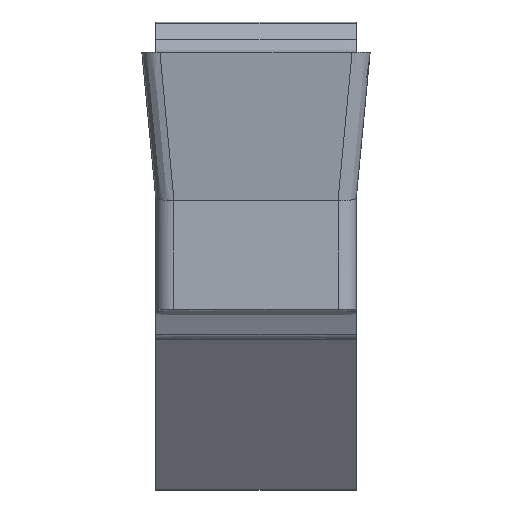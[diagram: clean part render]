
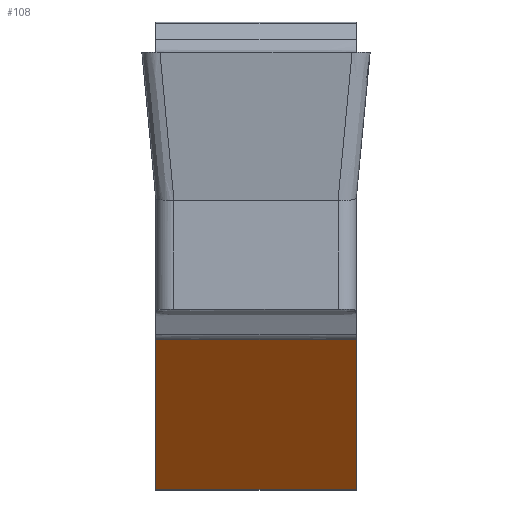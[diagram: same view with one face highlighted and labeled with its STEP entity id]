
A CAD part, front view. The second image highlights one B-rep face of the part: STEP entity #108.
In plain terms, the highlighted planar face has unit normal (0, -0.342, -0.94).
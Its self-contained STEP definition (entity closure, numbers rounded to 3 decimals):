
#66=PLANE('',#763);
#108=ADVANCED_FACE('',(#148),#66,.T.);
#148=FACE_OUTER_BOUND('',#183,.T.);
#183=EDGE_LOOP('',(#430,#431,#432,#433));
#203=LINE('',#1178,#250);
#213=LINE('',#1273,#260);
#238=LINE('',#1661,#287);
#239=LINE('',#1663,#288);
#250=VECTOR('',#802,1.);
#260=VECTOR('',#818,1.);
#287=VECTOR('',#891,1.);
#288=VECTOR('',#894,1.);
#430=ORIENTED_EDGE('',*,*,#647,.F.);
#431=ORIENTED_EDGE('',*,*,#577,.T.);
#432=ORIENTED_EDGE('',*,*,#646,.T.);
#433=ORIENTED_EDGE('',*,*,#596,.T.);
#510=VERTEX_POINT('',#1177);
#511=VERTEX_POINT('',#1179);
#528=VERTEX_POINT('',#1272);
#529=VERTEX_POINT('',#1274);
#577=EDGE_CURVE('',#511,#510,#203,.T.);
#596=EDGE_CURVE('',#529,#528,#213,.T.);
#646=EDGE_CURVE('',#510,#529,#238,.T.);
#647=EDGE_CURVE('',#511,#528,#239,.T.);
#763=AXIS2_PLACEMENT_3D('',#1664,#895,#896);
#802=DIRECTION('',(0.,0.94,-0.342));
#818=DIRECTION('',(0.,-0.94,0.342));
#891=DIRECTION('',(1.,0.,0.));
#894=DIRECTION('',(1.,0.,0.));
#895=DIRECTION('',(0.,-0.342,-0.94));
#896=DIRECTION('',(0.,0.94,-0.342));
#1177=CARTESIAN_POINT('',(-2.2,3.098,-9.586));
#1178=CARTESIAN_POINT('',(-2.2,-2.718,-7.468));
#1179=CARTESIAN_POINT('',(-2.2,-5.897,-6.311));
#1272=CARTESIAN_POINT('',(2.2,-5.897,-6.311));
#1273=CARTESIAN_POINT('',(2.2,-2.718,-7.468));
#1274=CARTESIAN_POINT('',(2.2,3.098,-9.586));
#1661=CARTESIAN_POINT('',(-5.8,3.098,-9.586));
#1663=CARTESIAN_POINT('',(-5.8,-5.897,-6.311));
#1664=CARTESIAN_POINT('',(-5.8,-5.897,-6.311));
